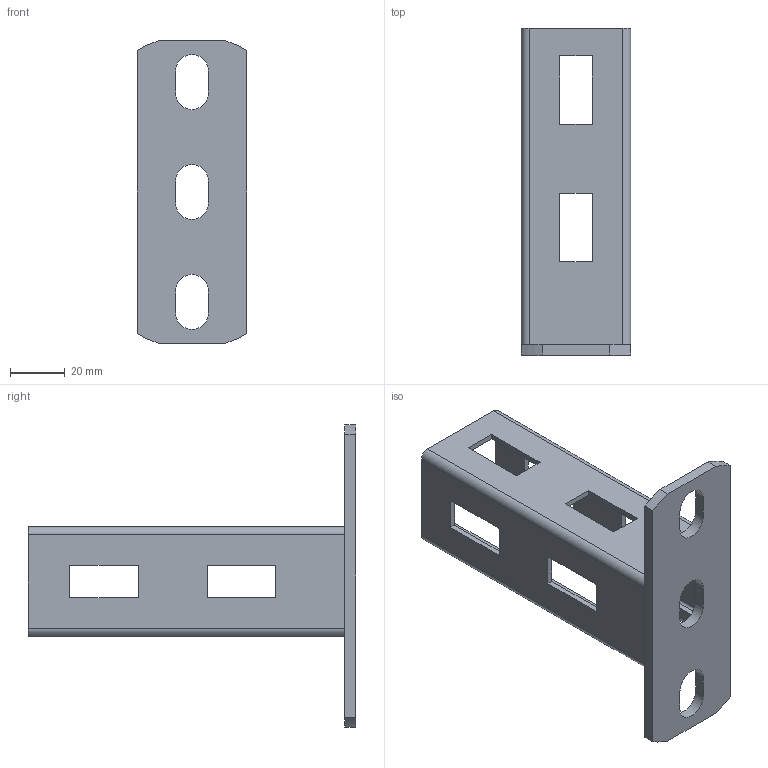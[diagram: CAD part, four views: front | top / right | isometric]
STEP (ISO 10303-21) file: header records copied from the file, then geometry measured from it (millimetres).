
FILE_DESCRIPTION((''),'2;1');
FILE_NAME('710910_ASM','2020-10-15T12:50:33',('tomas'),(''),'CREO PARAMETRIC BY PTC INC, 2019352','CREO PARAMETRIC BY PTC INC, 2019352','');
FILE_SCHEMA(('CONFIG_CONTROL_DESIGN'));
Length unit declared in the file: millimetre
Products named in the file (3): PODSTAWA_WPT_PRT; CWC40H47_100_PRT; 710910_ASM
Assembly tree (2 placements, depth 2):
  710910_ASM
    PODSTAWA_WPT_PRT
    CWC40H47_100_PRT
Bounding box: 40 x 119 x 110 mm (x, y, z)
Volume: 42770.9 mm3; surface area: 39019.2 mm2
Topology: 2 solids, 2 shells, 100 faces, 240 edges, 144 vertices
Faces by surface type: plane 78, cylinder 22
Entity records: 2948 total; most frequent: DIRECTION 494, CARTESIAN_POINT 489, ORIENTED_EDGE 480, EDGE_CURVE 240, VECTOR 196, LINE 196, AXIS2_PLACEMENT_3D 149, VERTEX_POINT 144
